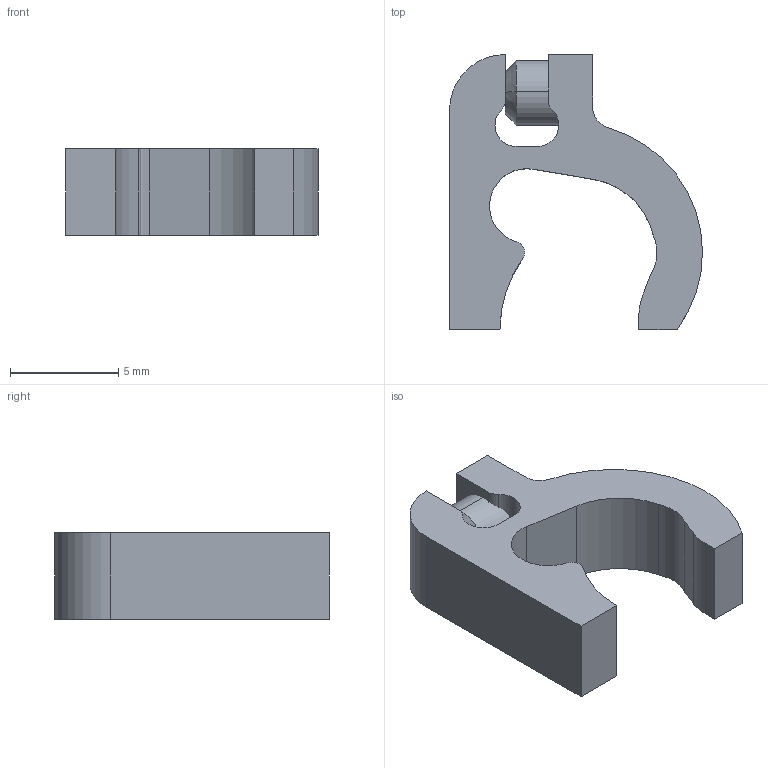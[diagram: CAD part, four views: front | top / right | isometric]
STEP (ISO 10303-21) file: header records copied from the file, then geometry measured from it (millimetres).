
FILE_DESCRIPTION (( 'STEP AP214' ), '1' );
FILE_NAME ('2.4.3.1_LZD-X6_耳6mm餵裝癹弇ん.STEP', '2021-07-28T02:22:15', ( 'Microsoft' ), ( 'Microsoft' ), 'SwSTEP 2.0', 'SolidWorks 2018', '' );
FILE_SCHEMA (( 'AUTOMOTIVE_DESIGN' ));
Length unit declared in the file: millimetre
Products named in the file (1): 2.4.3.1_LZD-X6_耳6mm餵裝癹弇ん
Bounding box: 11.71 x 12.73 x 4 mm (x, y, z)
Surface area: 455.6 mm2 (no closed solid volume)
Topology: 0 solids, 3 shells, 45 faces, 129 edges, 86 vertices
Faces by surface type: plane 21, cylinder 20, cone 4
Entity records: 2053 total; most frequent: CARTESIAN_POINT 339, ORIENTED_EDGE 252, DIRECTION 251, EDGE_CURVE 129, AXIS2_PLACEMENT_3D 90, VERTEX_POINT 86, LINE 71, VECTOR 71
